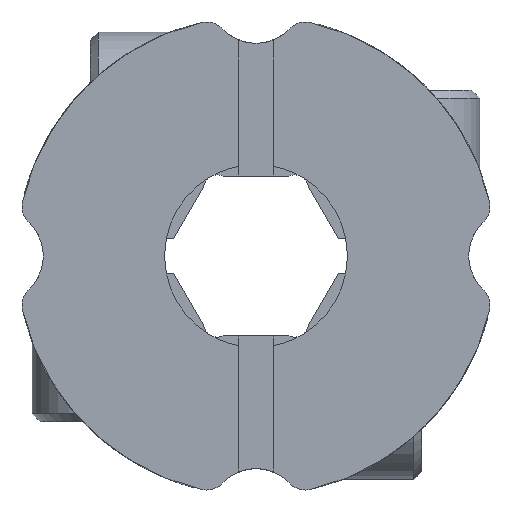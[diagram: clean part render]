
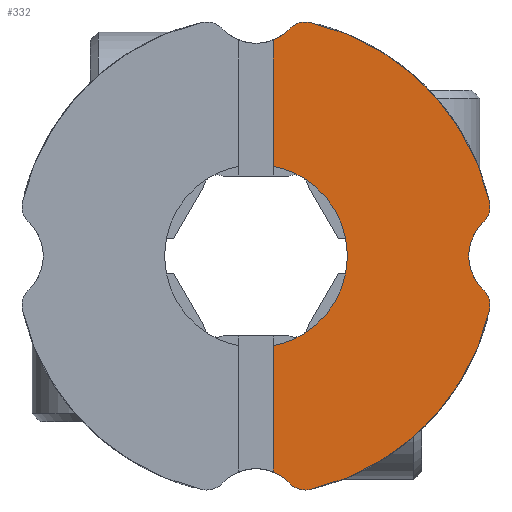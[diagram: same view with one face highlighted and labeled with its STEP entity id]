
A CAD part, front view. The second image highlights one B-rep face of the part: STEP entity #332.
In plain terms, the highlighted planar face has unit normal (0, -1, 0).
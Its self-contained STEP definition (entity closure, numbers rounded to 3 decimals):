
#90 = VERTEX_POINT('',#91);
#91 = CARTESIAN_POINT('',(2.175,-10.5,-10.248));
#97 = EDGE_CURVE('',#98,#90,#100,.T.);
#98 = VERTEX_POINT('',#99);
#99 = CARTESIAN_POINT('',(1.45,-10.5,-9.936));
#100 = CIRCLE('',#101,1.);
#101 = AXIS2_PLACEMENT_3D('',#102,#103,#104);
#102 = CARTESIAN_POINT('',(2.175,-10.5,-9.248));
#103 = DIRECTION('',(0.,-1.,0.));
#104 = DIRECTION('',(0.,0.,1.));
#314 = VERTEX_POINT('',#315);
#315 = CARTESIAN_POINT('',(2.404,-10.5,-10.221));
#321 = EDGE_CURVE('',#90,#314,#322,.T.);
#322 = CIRCLE('',#323,1.);
#323 = AXIS2_PLACEMENT_3D('',#324,#325,#326);
#324 = CARTESIAN_POINT('',(2.175,-10.5,-9.248));
#325 = DIRECTION('',(0.,-1.,0.));
#326 = DIRECTION('',(0.,0.,1.));
#332 = ADVANCED_FACE('',(#333),#486,.F.);
#333 = FACE_BOUND('',#334,.T.);
#334 = EDGE_LOOP('',(#335,#345,#354,#363,#372,#381,#390,#399,#408,#416,
    #423,#424,#425,#434,#443,#452,#461,#470,#479));
#335 = ORIENTED_EDGE('',*,*,#336,.F.);
#336 = EDGE_CURVE('',#337,#339,#341,.T.);
#337 = VERTEX_POINT('',#338);
#338 = CARTESIAN_POINT('',(0.75,-10.5,3.929));
#339 = VERTEX_POINT('',#340);
#340 = CARTESIAN_POINT('',(0.75,-10.5,9.46));
#341 = LINE('',#342,#343);
#342 = CARTESIAN_POINT('',(0.75,-10.5,-21.5));
#343 = VECTOR('',#344,1.);
#344 = DIRECTION('',(0.,0.,1.));
#345 = ORIENTED_EDGE('',*,*,#346,.F.);
#346 = EDGE_CURVE('',#347,#337,#349,.T.);
#347 = VERTEX_POINT('',#348);
#348 = CARTESIAN_POINT('',(1.936,-10.5,3.5));
#349 = CIRCLE('',#350,4.);
#350 = AXIS2_PLACEMENT_3D('',#351,#352,#353);
#351 = CARTESIAN_POINT('',(0.,-10.5,0.));
#352 = DIRECTION('',(0.,-1.,0.));
#353 = DIRECTION('',(0.,0.,-1.));
#354 = ORIENTED_EDGE('',*,*,#355,.T.);
#355 = EDGE_CURVE('',#347,#356,#358,.T.);
#356 = VERTEX_POINT('',#357);
#357 = CARTESIAN_POINT('',(2.063,-10.5,3.427));
#358 = B_SPLINE_CURVE_WITH_KNOTS('',3,(#359,#360,#361,#362),
  .UNSPECIFIED.,.F.,.F.,(4,4),(0.,1.),.PIECEWISE_BEZIER_KNOTS.);
#359 = CARTESIAN_POINT('',(1.936,-10.5,3.5));
#360 = CARTESIAN_POINT('',(1.981,-10.5,3.481));
#361 = CARTESIAN_POINT('',(2.024,-10.5,3.456));
#362 = CARTESIAN_POINT('',(2.063,-10.5,3.427));
#363 = ORIENTED_EDGE('',*,*,#364,.F.);
#364 = EDGE_CURVE('',#365,#356,#367,.T.);
#365 = VERTEX_POINT('',#366);
#366 = CARTESIAN_POINT('',(3.999,-10.5,0.073));
#367 = CIRCLE('',#368,4.);
#368 = AXIS2_PLACEMENT_3D('',#369,#370,#371);
#369 = CARTESIAN_POINT('',(0.,-10.5,0.));
#370 = DIRECTION('',(0.,-1.,0.));
#371 = DIRECTION('',(0.,0.,-1.));
#372 = ORIENTED_EDGE('',*,*,#373,.T.);
#373 = EDGE_CURVE('',#365,#374,#376,.T.);
#374 = VERTEX_POINT('',#375);
#375 = CARTESIAN_POINT('',(3.999,-10.5,-0.073));
#376 = B_SPLINE_CURVE_WITH_KNOTS('',3,(#377,#378,#379,#380),
  .UNSPECIFIED.,.F.,.F.,(4,4),(0.,1.),.PIECEWISE_BEZIER_KNOTS.);
#377 = CARTESIAN_POINT('',(3.999,-10.5,0.073));
#378 = CARTESIAN_POINT('',(4.005,-10.5,0.024));
#379 = CARTESIAN_POINT('',(4.005,-10.5,-0.024));
#380 = CARTESIAN_POINT('',(3.999,-10.5,-0.073));
#381 = ORIENTED_EDGE('',*,*,#382,.F.);
#382 = EDGE_CURVE('',#383,#374,#385,.T.);
#383 = VERTEX_POINT('',#384);
#384 = CARTESIAN_POINT('',(2.063,-10.5,-3.427));
#385 = CIRCLE('',#386,4.);
#386 = AXIS2_PLACEMENT_3D('',#387,#388,#389);
#387 = CARTESIAN_POINT('',(0.,-10.5,0.));
#388 = DIRECTION('',(0.,-1.,0.));
#389 = DIRECTION('',(0.,0.,-1.));
#390 = ORIENTED_EDGE('',*,*,#391,.T.);
#391 = EDGE_CURVE('',#383,#392,#394,.T.);
#392 = VERTEX_POINT('',#393);
#393 = CARTESIAN_POINT('',(1.936,-10.5,-3.5));
#394 = B_SPLINE_CURVE_WITH_KNOTS('',3,(#395,#396,#397,#398),
  .UNSPECIFIED.,.F.,.F.,(4,4),(0.,1.),.PIECEWISE_BEZIER_KNOTS.);
#395 = CARTESIAN_POINT('',(2.063,-10.5,-3.427));
#396 = CARTESIAN_POINT('',(2.024,-10.5,-3.456));
#397 = CARTESIAN_POINT('',(1.981,-10.5,-3.481));
#398 = CARTESIAN_POINT('',(1.936,-10.5,-3.5));
#399 = ORIENTED_EDGE('',*,*,#400,.F.);
#400 = EDGE_CURVE('',#401,#392,#403,.T.);
#401 = VERTEX_POINT('',#402);
#402 = CARTESIAN_POINT('',(0.75,-10.5,-3.929));
#403 = CIRCLE('',#404,4.);
#404 = AXIS2_PLACEMENT_3D('',#405,#406,#407);
#405 = CARTESIAN_POINT('',(0.,-10.5,0.));
#406 = DIRECTION('',(0.,-1.,0.));
#407 = DIRECTION('',(0.,0.,-1.));
#408 = ORIENTED_EDGE('',*,*,#409,.F.);
#409 = EDGE_CURVE('',#410,#401,#412,.T.);
#410 = VERTEX_POINT('',#411);
#411 = CARTESIAN_POINT('',(0.75,-10.5,-9.46));
#412 = LINE('',#413,#414);
#413 = CARTESIAN_POINT('',(0.75,-10.5,-21.5));
#414 = VECTOR('',#415,1.);
#415 = DIRECTION('',(0.,0.,1.));
#416 = ORIENTED_EDGE('',*,*,#417,.F.);
#417 = EDGE_CURVE('',#98,#410,#418,.T.);
#418 = CIRCLE('',#419,2.);
#419 = AXIS2_PLACEMENT_3D('',#420,#421,#422);
#420 = CARTESIAN_POINT('',(0.,-10.5,-11.314));
#421 = DIRECTION('',(0.,-1.,0.));
#422 = DIRECTION('',(0.,0.,1.));
#423 = ORIENTED_EDGE('',*,*,#97,.T.);
#424 = ORIENTED_EDGE('',*,*,#321,.T.);
#425 = ORIENTED_EDGE('',*,*,#426,.F.);
#426 = EDGE_CURVE('',#427,#314,#429,.T.);
#427 = VERTEX_POINT('',#428);
#428 = CARTESIAN_POINT('',(10.221,-10.5,-2.404));
#429 = CIRCLE('',#430,10.5);
#430 = AXIS2_PLACEMENT_3D('',#431,#432,#433);
#431 = CARTESIAN_POINT('',(0.,-10.5,0.));
#432 = DIRECTION('',(0.,1.,0.));
#433 = DIRECTION('',(0.,-0.,1.));
#434 = ORIENTED_EDGE('',*,*,#435,.F.);
#435 = EDGE_CURVE('',#436,#427,#438,.T.);
#436 = VERTEX_POINT('',#437);
#437 = CARTESIAN_POINT('',(9.936,-10.5,-1.45));
#438 = CIRCLE('',#439,1.);
#439 = AXIS2_PLACEMENT_3D('',#440,#441,#442);
#440 = CARTESIAN_POINT('',(9.248,-10.5,-2.175));
#441 = DIRECTION('',(0.,1.,-0.));
#442 = DIRECTION('',(-1.,0.,0.));
#443 = ORIENTED_EDGE('',*,*,#444,.F.);
#444 = EDGE_CURVE('',#445,#436,#447,.T.);
#445 = VERTEX_POINT('',#446);
#446 = CARTESIAN_POINT('',(9.936,-10.5,1.45));
#447 = CIRCLE('',#448,2.);
#448 = AXIS2_PLACEMENT_3D('',#449,#450,#451);
#449 = CARTESIAN_POINT('',(11.314,-10.5,0.));
#450 = DIRECTION('',(-0.,-1.,0.));
#451 = DIRECTION('',(-1.,0.,0.));
#452 = ORIENTED_EDGE('',*,*,#453,.T.);
#453 = EDGE_CURVE('',#445,#454,#456,.T.);
#454 = VERTEX_POINT('',#455);
#455 = CARTESIAN_POINT('',(10.221,-10.5,2.404));
#456 = CIRCLE('',#457,1.);
#457 = AXIS2_PLACEMENT_3D('',#458,#459,#460);
#458 = CARTESIAN_POINT('',(9.248,-10.5,2.175));
#459 = DIRECTION('',(-0.,-1.,0.));
#460 = DIRECTION('',(-1.,0.,0.));
#461 = ORIENTED_EDGE('',*,*,#462,.F.);
#462 = EDGE_CURVE('',#463,#454,#465,.T.);
#463 = VERTEX_POINT('',#464);
#464 = CARTESIAN_POINT('',(2.404,-10.5,10.221));
#465 = CIRCLE('',#466,10.5);
#466 = AXIS2_PLACEMENT_3D('',#467,#468,#469);
#467 = CARTESIAN_POINT('',(0.,-10.5,0.));
#468 = DIRECTION('',(0.,1.,0.));
#469 = DIRECTION('',(0.,-0.,1.));
#470 = ORIENTED_EDGE('',*,*,#471,.F.);
#471 = EDGE_CURVE('',#472,#463,#474,.T.);
#472 = VERTEX_POINT('',#473);
#473 = CARTESIAN_POINT('',(1.45,-10.5,9.936));
#474 = CIRCLE('',#475,1.);
#475 = AXIS2_PLACEMENT_3D('',#476,#477,#478);
#476 = CARTESIAN_POINT('',(2.175,-10.5,9.248));
#477 = DIRECTION('',(0.,1.,0.));
#478 = DIRECTION('',(0.,0.,-1.));
#479 = ORIENTED_EDGE('',*,*,#480,.F.);
#480 = EDGE_CURVE('',#339,#472,#481,.T.);
#481 = CIRCLE('',#482,2.);
#482 = AXIS2_PLACEMENT_3D('',#483,#484,#485);
#483 = CARTESIAN_POINT('',(0.,-10.5,11.314));
#484 = DIRECTION('',(0.,-1.,0.));
#485 = DIRECTION('',(0.,0.,-1.));
#486 = PLANE('',#487);
#487 = AXIS2_PLACEMENT_3D('',#488,#489,#490);
#488 = CARTESIAN_POINT('',(0.,-10.5,0.));
#489 = DIRECTION('',(0.,1.,0.));
#490 = DIRECTION('',(0.,-0.,1.));
